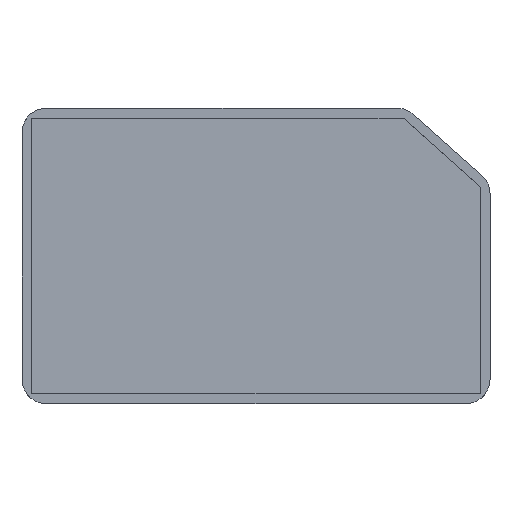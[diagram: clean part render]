
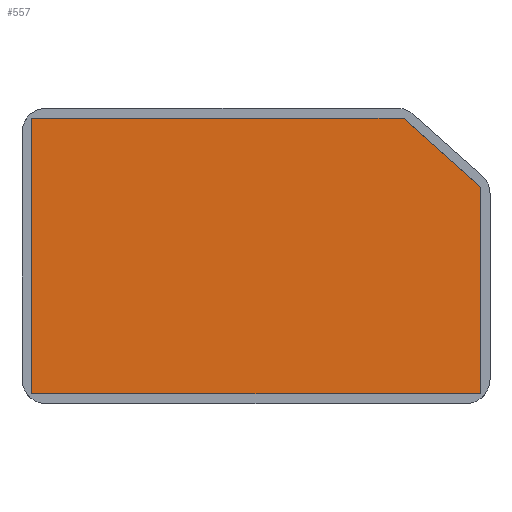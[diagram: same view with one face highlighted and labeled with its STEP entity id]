
A CAD part, top view. The second image highlights one B-rep face of the part: STEP entity #557.
In plain terms, the highlighted planar face has unit normal (0, 0, 1).
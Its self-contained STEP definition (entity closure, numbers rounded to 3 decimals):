
#61=FACE_OUTER_BOUND('',#93,.T.);
#93=EDGE_LOOP('',(#506,#507,#508,#509,#510));
#105=LINE('',#821,#157);
#134=LINE('',#963,#186);
#142=LINE('',#978,#194);
#144=LINE('',#981,#196);
#145=LINE('',#983,#197);
#157=VECTOR('',#652,10.);
#186=VECTOR('',#761,10.);
#194=VECTOR('',#775,10.);
#196=VECTOR('',#779,10.);
#197=VECTOR('',#782,10.);
#240=VERTEX_POINT('',#818);
#241=VERTEX_POINT('',#820);
#269=VERTEX_POINT('',#962);
#272=VERTEX_POINT('',#975);
#273=VERTEX_POINT('',#977);
#290=EDGE_CURVE('',#241,#240,#105,.T.);
#341=EDGE_CURVE('',#269,#241,#134,.T.);
#349=EDGE_CURVE('',#273,#272,#142,.T.);
#351=EDGE_CURVE('',#240,#273,#144,.T.);
#352=EDGE_CURVE('',#272,#269,#145,.T.);
#506=ORIENTED_EDGE('',*,*,#290,.T.);
#507=ORIENTED_EDGE('',*,*,#351,.T.);
#508=ORIENTED_EDGE('',*,*,#349,.T.);
#509=ORIENTED_EDGE('',*,*,#352,.T.);
#510=ORIENTED_EDGE('',*,*,#341,.T.);
#526=PLANE('',#624);
#557=ADVANCED_FACE('',(#61),#526,.T.);
#624=AXIS2_PLACEMENT_3D('',#984,#783,#784);
#652=DIRECTION('',(-0.745,0.667,0.));
#761=DIRECTION('',(0.,1.,0.));
#775=DIRECTION('',(0.,-1.,0.));
#779=DIRECTION('',(-1.,0.,0.));
#782=DIRECTION('',(1.,0.,0.));
#783=DIRECTION('center_axis',(0.,0.,1.));
#784=DIRECTION('ref_axis',(1.,0.,0.));
#818=CARTESIAN_POINT('',(75.342,56.,2.));
#820=CARTESIAN_POINT('',(91.,42.,2.));
#821=CARTESIAN_POINT('',(91.,42.,2.));
#962=CARTESIAN_POINT('',(91.,0.,2.));
#963=CARTESIAN_POINT('',(91.,0.,2.));
#975=CARTESIAN_POINT('',(0.,0.,2.));
#977=CARTESIAN_POINT('',(0.,56.,2.));
#978=CARTESIAN_POINT('',(0.,56.,2.));
#981=CARTESIAN_POINT('',(91.,56.,2.));
#983=CARTESIAN_POINT('',(0.,0.,2.));
#984=CARTESIAN_POINT('Origin',(45.5,28.,2.));
